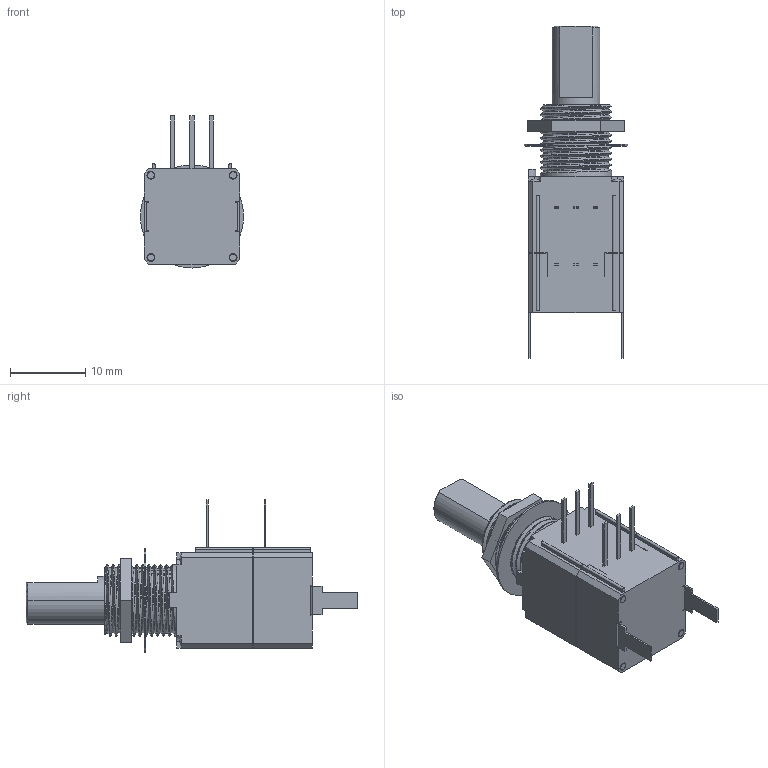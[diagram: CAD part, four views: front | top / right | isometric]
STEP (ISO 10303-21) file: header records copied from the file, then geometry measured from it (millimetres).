
FILE_DESCRIPTION((''),'2;1');
FILE_NAME('P260P_SW0001','2020-01-16T15:46:12',('DCook'),(''),'CREO PARAMETRIC BY PTC INC, 2018260','CREO PARAMETRIC BY PTC INC, 2018260','');
FILE_SCHEMA(('CONFIG_CONTROL_DESIGN'));
Length unit declared in the file: inch
Products named in the file (1): P260P_SW0001
Bounding box: 13.72 x 44.07 x 20.19 mm (x, y, z)
Volume: 3855.4 mm3; surface area: 3291.4 mm2
Topology: 1 solids, 3 shells, 268 faces, 699 edges, 458 vertices
Faces by surface type: plane 142, cylinder 82, bspline 26, cone 10, sphere 8
Entity records: 15771 total; most frequent: CARTESIAN_POINT 9292, ORIENTED_EDGE 1382, DIRECTION 1221, EDGE_CURVE 691, VERTEX_POINT 458, VECTOR 423, LINE 423, AXIS2_PLACEMENT_3D 399
